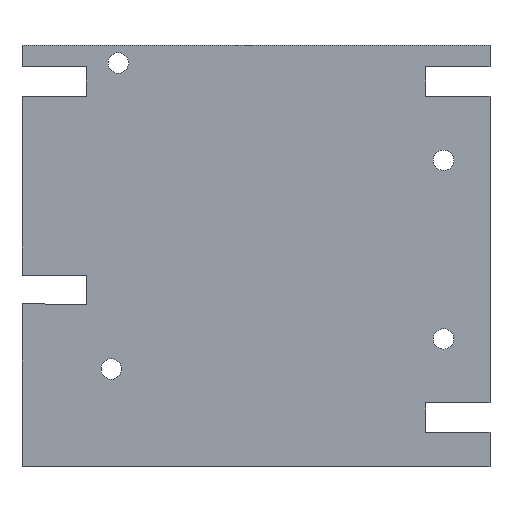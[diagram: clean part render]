
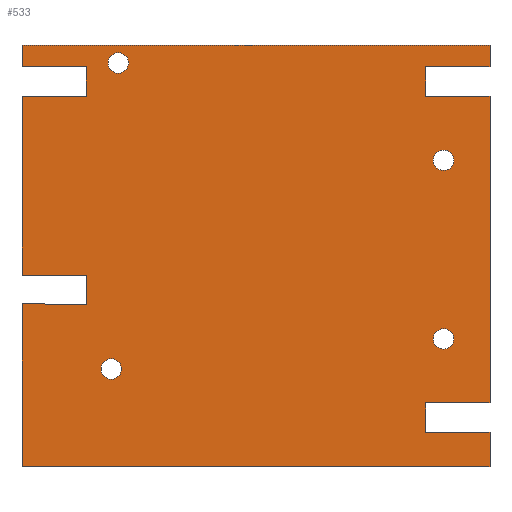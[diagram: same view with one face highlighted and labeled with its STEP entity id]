
A CAD part, top view. The second image highlights one B-rep face of the part: STEP entity #533.
In plain terms, the highlighted planar face has unit normal (0, 0, 1).
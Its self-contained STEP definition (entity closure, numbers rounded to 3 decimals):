
#15=FACE_BOUND('',#96,.T.);
#16=FACE_BOUND('',#97,.T.);
#17=FACE_BOUND('',#98,.T.);
#18=FACE_BOUND('',#99,.T.);
#43=PLANE('',#590);
#69=FACE_OUTER_BOUND('',#95,.T.);
#95=EDGE_LOOP('',(#457,#458,#459,#460,#461,#462,#463,#464,#465,#466,#467,
#468,#469,#470,#471,#472,#473,#474,#475,#476));
#96=EDGE_LOOP('',(#477));
#97=EDGE_LOOP('',(#478));
#98=EDGE_LOOP('',(#479));
#99=EDGE_LOOP('',(#480));
#111=LINE('',#758,#175);
#114=LINE('',#764,#178);
#117=LINE('',#770,#181);
#120=LINE('',#776,#184);
#123=LINE('',#782,#187);
#126=LINE('',#788,#190);
#129=LINE('',#794,#193);
#132=LINE('',#800,#196);
#135=LINE('',#806,#199);
#138=LINE('',#812,#202);
#141=LINE('',#818,#205);
#144=LINE('',#824,#208);
#147=LINE('',#830,#211);
#150=LINE('',#836,#214);
#153=LINE('',#842,#217);
#156=LINE('',#848,#220);
#159=LINE('',#854,#223);
#162=LINE('',#860,#226);
#165=LINE('',#866,#229);
#168=LINE('',#870,#232);
#175=VECTOR('',#626,10.);
#178=VECTOR('',#631,10.);
#181=VECTOR('',#636,10.);
#184=VECTOR('',#641,10.);
#187=VECTOR('',#646,10.);
#190=VECTOR('',#651,10.);
#193=VECTOR('',#656,10.);
#196=VECTOR('',#661,10.);
#199=VECTOR('',#666,10.);
#202=VECTOR('',#671,10.);
#205=VECTOR('',#676,10.);
#208=VECTOR('',#681,10.);
#211=VECTOR('',#686,10.);
#214=VECTOR('',#691,10.);
#217=VECTOR('',#696,10.);
#220=VECTOR('',#701,10.);
#223=VECTOR('',#706,10.);
#226=VECTOR('',#711,10.);
#229=VECTOR('',#716,10.);
#232=VECTOR('',#721,10.);
#234=CIRCLE('',#560,1.6);
#236=CIRCLE('',#563,1.6);
#238=CIRCLE('',#566,1.6);
#240=CIRCLE('',#569,1.6);
#242=VERTEX_POINT('',#730);
#244=VERTEX_POINT('',#736);
#246=VERTEX_POINT('',#742);
#248=VERTEX_POINT('',#748);
#251=VERTEX_POINT('',#755);
#252=VERTEX_POINT('',#757);
#254=VERTEX_POINT('',#763);
#256=VERTEX_POINT('',#769);
#258=VERTEX_POINT('',#775);
#260=VERTEX_POINT('',#781);
#262=VERTEX_POINT('',#787);
#264=VERTEX_POINT('',#793);
#266=VERTEX_POINT('',#799);
#268=VERTEX_POINT('',#805);
#270=VERTEX_POINT('',#811);
#272=VERTEX_POINT('',#817);
#274=VERTEX_POINT('',#823);
#276=VERTEX_POINT('',#829);
#278=VERTEX_POINT('',#835);
#280=VERTEX_POINT('',#841);
#282=VERTEX_POINT('',#847);
#284=VERTEX_POINT('',#853);
#286=VERTEX_POINT('',#859);
#288=VERTEX_POINT('',#865);
#291=EDGE_CURVE('',#242,#242,#234,.T.);
#294=EDGE_CURVE('',#244,#244,#236,.T.);
#297=EDGE_CURVE('',#246,#246,#238,.T.);
#300=EDGE_CURVE('',#248,#248,#240,.T.);
#303=EDGE_CURVE('',#252,#251,#111,.T.);
#306=EDGE_CURVE('',#254,#252,#114,.T.);
#309=EDGE_CURVE('',#256,#254,#117,.T.);
#312=EDGE_CURVE('',#258,#256,#120,.T.);
#315=EDGE_CURVE('',#260,#258,#123,.T.);
#318=EDGE_CURVE('',#262,#260,#126,.T.);
#321=EDGE_CURVE('',#264,#262,#129,.T.);
#324=EDGE_CURVE('',#266,#264,#132,.T.);
#327=EDGE_CURVE('',#268,#266,#135,.T.);
#330=EDGE_CURVE('',#270,#268,#138,.T.);
#333=EDGE_CURVE('',#272,#270,#141,.T.);
#336=EDGE_CURVE('',#274,#272,#144,.T.);
#339=EDGE_CURVE('',#276,#274,#147,.T.);
#342=EDGE_CURVE('',#278,#276,#150,.T.);
#345=EDGE_CURVE('',#280,#278,#153,.T.);
#348=EDGE_CURVE('',#282,#280,#156,.T.);
#351=EDGE_CURVE('',#284,#282,#159,.T.);
#354=EDGE_CURVE('',#286,#284,#162,.T.);
#357=EDGE_CURVE('',#288,#286,#165,.T.);
#360=EDGE_CURVE('',#251,#288,#168,.T.);
#457=ORIENTED_EDGE('',*,*,#360,.T.);
#458=ORIENTED_EDGE('',*,*,#357,.T.);
#459=ORIENTED_EDGE('',*,*,#354,.T.);
#460=ORIENTED_EDGE('',*,*,#351,.T.);
#461=ORIENTED_EDGE('',*,*,#348,.T.);
#462=ORIENTED_EDGE('',*,*,#345,.T.);
#463=ORIENTED_EDGE('',*,*,#342,.T.);
#464=ORIENTED_EDGE('',*,*,#339,.T.);
#465=ORIENTED_EDGE('',*,*,#336,.T.);
#466=ORIENTED_EDGE('',*,*,#333,.T.);
#467=ORIENTED_EDGE('',*,*,#330,.T.);
#468=ORIENTED_EDGE('',*,*,#327,.T.);
#469=ORIENTED_EDGE('',*,*,#324,.T.);
#470=ORIENTED_EDGE('',*,*,#321,.T.);
#471=ORIENTED_EDGE('',*,*,#318,.T.);
#472=ORIENTED_EDGE('',*,*,#315,.T.);
#473=ORIENTED_EDGE('',*,*,#312,.T.);
#474=ORIENTED_EDGE('',*,*,#309,.T.);
#475=ORIENTED_EDGE('',*,*,#306,.T.);
#476=ORIENTED_EDGE('',*,*,#303,.T.);
#477=ORIENTED_EDGE('',*,*,#291,.T.);
#478=ORIENTED_EDGE('',*,*,#294,.T.);
#479=ORIENTED_EDGE('',*,*,#297,.T.);
#480=ORIENTED_EDGE('',*,*,#300,.T.);
#533=ADVANCED_FACE('',(#69,#15,#16,#17,#18),#43,.T.);
#560=AXIS2_PLACEMENT_3D('',#732,#599,#600);
#563=AXIS2_PLACEMENT_3D('',#738,#606,#607);
#566=AXIS2_PLACEMENT_3D('',#744,#613,#614);
#569=AXIS2_PLACEMENT_3D('',#750,#620,#621);
#590=AXIS2_PLACEMENT_3D('',#871,#722,#723);
#599=DIRECTION('center_axis',(0.,0.,-1.));
#600=DIRECTION('ref_axis',(1.,0.,0.));
#606=DIRECTION('center_axis',(0.,0.,-1.));
#607=DIRECTION('ref_axis',(1.,0.,0.));
#613=DIRECTION('center_axis',(0.,0.,-1.));
#614=DIRECTION('ref_axis',(1.,0.,0.));
#620=DIRECTION('center_axis',(0.,0.,-1.));
#621=DIRECTION('ref_axis',(1.,0.,0.));
#626=DIRECTION('',(-1.,0.,0.));
#631=DIRECTION('',(0.,1.,0.));
#636=DIRECTION('',(1.,0.,0.));
#641=DIRECTION('',(0.,1.,0.));
#646=DIRECTION('',(-1.,0.,0.));
#651=DIRECTION('',(0.,1.,0.));
#656=DIRECTION('',(1.,0.,0.));
#661=DIRECTION('',(0.,1.,0.));
#666=DIRECTION('',(-1.,0.,0.));
#671=DIRECTION('',(0.,1.,0.));
#676=DIRECTION('',(1.,0.,0.));
#681=DIRECTION('',(0.,-1.,0.));
#686=DIRECTION('',(-1.,0.014,0.));
#691=DIRECTION('',(0.,-1.,0.));
#696=DIRECTION('',(1.,0.,0.));
#701=DIRECTION('',(0.,-1.,0.));
#706=DIRECTION('',(-1.,0.,0.));
#711=DIRECTION('',(0.,-1.,0.));
#716=DIRECTION('',(1.,0.,0.));
#721=DIRECTION('',(0.,-1.,0.));
#722=DIRECTION('center_axis',(0.,0.,1.));
#723=DIRECTION('ref_axis',(1.,0.,0.));
#730=CARTESIAN_POINT('',(64.25,47.85,3.62));
#732=CARTESIAN_POINT('Origin',(65.85,47.85,3.62));
#736=CARTESIAN_POINT('',(12.35,15.25,3.62));
#738=CARTESIAN_POINT('Origin',(13.95,15.25,3.62));
#742=CARTESIAN_POINT('',(64.25,19.95,3.62));
#744=CARTESIAN_POINT('Origin',(65.85,19.95,3.62));
#748=CARTESIAN_POINT('',(13.45,63.05,3.62));
#750=CARTESIAN_POINT('Origin',(15.05,63.05,3.62));
#755=CARTESIAN_POINT('',(0.,65.8,3.62));
#757=CARTESIAN_POINT('',(73.1,65.8,3.62));
#758=CARTESIAN_POINT('',(73.1,65.8,3.62));
#763=CARTESIAN_POINT('',(73.1,62.45,3.62));
#764=CARTESIAN_POINT('',(73.1,0.,3.62));
#769=CARTESIAN_POINT('',(63.1,62.45,3.62));
#770=CARTESIAN_POINT('',(63.1,62.45,3.62));
#775=CARTESIAN_POINT('',(63.1,57.85,3.62));
#776=CARTESIAN_POINT('',(63.1,57.85,3.62));
#781=CARTESIAN_POINT('',(73.1,57.85,3.62));
#782=CARTESIAN_POINT('',(73.1,57.85,3.62));
#787=CARTESIAN_POINT('',(73.1,9.95,3.62));
#788=CARTESIAN_POINT('',(73.1,0.,3.62));
#793=CARTESIAN_POINT('',(63.1,9.95,3.62));
#794=CARTESIAN_POINT('',(63.1,9.95,3.62));
#799=CARTESIAN_POINT('',(63.1,5.35,3.62));
#800=CARTESIAN_POINT('',(63.1,5.35,3.62));
#805=CARTESIAN_POINT('',(73.1,5.35,3.62));
#806=CARTESIAN_POINT('',(73.1,5.35,3.62));
#811=CARTESIAN_POINT('',(73.1,0.,3.62));
#812=CARTESIAN_POINT('',(73.1,0.,3.62));
#817=CARTESIAN_POINT('',(0.,0.,3.62));
#818=CARTESIAN_POINT('',(0.,0.,3.62));
#823=CARTESIAN_POINT('',(0.,25.45,3.62));
#824=CARTESIAN_POINT('',(0.,65.8,3.62));
#829=CARTESIAN_POINT('',(10.,25.307,3.62));
#830=CARTESIAN_POINT('',(10.,25.307,3.62));
#835=CARTESIAN_POINT('',(10.,29.907,3.62));
#836=CARTESIAN_POINT('',(10.,29.907,3.62));
#841=CARTESIAN_POINT('',(0.,29.907,3.62));
#842=CARTESIAN_POINT('',(0.,29.907,3.62));
#847=CARTESIAN_POINT('',(0.,57.85,3.62));
#848=CARTESIAN_POINT('',(0.,65.8,3.62));
#853=CARTESIAN_POINT('',(10.,57.85,3.62));
#854=CARTESIAN_POINT('',(10.,57.85,3.62));
#859=CARTESIAN_POINT('',(10.,62.45,3.62));
#860=CARTESIAN_POINT('',(10.,62.45,3.62));
#865=CARTESIAN_POINT('',(0.,62.45,3.62));
#866=CARTESIAN_POINT('',(0.,62.45,3.62));
#870=CARTESIAN_POINT('',(0.,65.8,3.62));
#871=CARTESIAN_POINT('Origin',(36.55,32.9,3.62));
